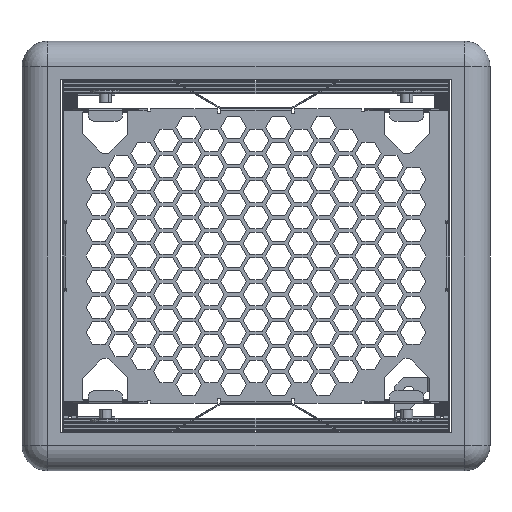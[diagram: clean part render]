
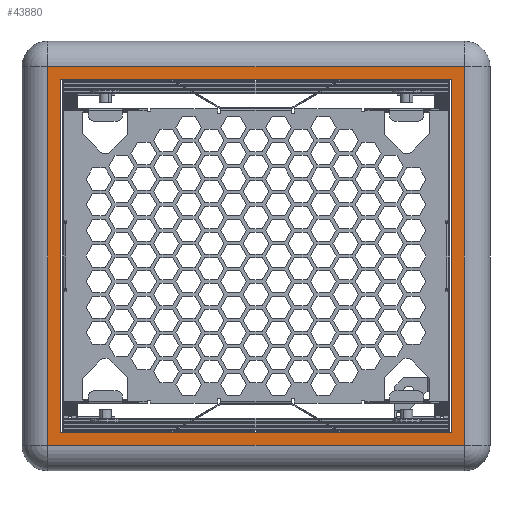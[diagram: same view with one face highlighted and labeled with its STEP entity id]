
A CAD part, front view. The second image highlights one B-rep face of the part: STEP entity #43880.
In plain terms, the highlighted planar face has unit normal (0, -1, 0).
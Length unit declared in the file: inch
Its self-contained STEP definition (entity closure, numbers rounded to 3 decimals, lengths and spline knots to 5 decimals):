
#456 = ORIENTED_EDGE ( 'NONE', *, *, #51461, .T. ) ;
#675 = EDGE_CURVE ( 'NONE', #50330, #8662, #18357, .T. ) ;
#1876 = EDGE_CURVE ( 'NONE', #30018, #40222, #31299, .T. ) ;
#2032 = LINE ( 'NONE', #20652, #7390 ) ;
#2241 = DIRECTION ( 'NONE',  ( 1., 0., 0. ) ) ;
#3237 = DIRECTION ( 'NONE',  ( 0., -1., 0. ) ) ;
#5372 = LINE ( 'NONE', #25297, #46966 ) ;
#5501 = VECTOR ( 'NONE', #21885, 39.37008 ) ;
#5672 = EDGE_CURVE ( 'NONE', #18829, #61989, #5372, .T. ) ;
#7111 = FACE_BOUND ( 'NONE', #31726, .T. ) ;
#7390 = VECTOR ( 'NONE', #11979, 39.37008 ) ;
#7894 = EDGE_CURVE ( 'NONE', #30223, #18829, #52882, .T. ) ;
#8139 = EDGE_LOOP ( 'NONE', ( #9907, #26024, #48630, #34806 ) ) ;
#8662 = VERTEX_POINT ( 'NONE', #63324 ) ;
#9646 = VECTOR ( 'NONE', #49856, 39.37008 ) ;
#9907 = ORIENTED_EDGE ( 'NONE', *, *, #5672, .T. ) ;
#10331 = CARTESIAN_POINT ( 'NONE',  ( -15.25, 0., 13.75 ) ) ;
#11979 = DIRECTION ( 'NONE',  ( 0., 0., 1. ) ) ;
#12065 = DIRECTION ( 'NONE',  ( -1., 0., 0. ) ) ;
#12715 = EDGE_CURVE ( 'NONE', #61989, #52444, #19579, .T. ) ;
#13479 = CARTESIAN_POINT ( 'NONE',  ( -15.25, 0., 13.75 ) ) ;
#13788 = EDGE_CURVE ( 'NONE', #8662, #30018, #61224, .T. ) ;
#15477 = VECTOR ( 'NONE', #50840, 39.37008 ) ;
#15875 = CARTESIAN_POINT ( 'NONE',  ( 15.25, 0., -13.75 ) ) ;
#18357 = LINE ( 'NONE', #19282, #46177 ) ;
#18404 = CARTESIAN_POINT ( 'NONE',  ( 0., 0., 0. ) ) ;
#18829 = VERTEX_POINT ( 'NONE', #61290 ) ;
#19282 = CARTESIAN_POINT ( 'NONE',  ( -15.25, 0., -13.75 ) ) ;
#19579 = LINE ( 'NONE', #46534, #51237 ) ;
#20134 = DIRECTION ( 'NONE',  ( 0., 0., -1. ) ) ;
#20652 = CARTESIAN_POINT ( 'NONE',  ( 16.25, 0., 16.75 ) ) ;
#20661 = AXIS2_PLACEMENT_3D ( 'NONE', #18404, #3237, #33497 ) ;
#21885 = DIRECTION ( 'NONE',  ( 0., 0., 1. ) ) ;
#23538 = CARTESIAN_POINT ( 'NONE',  ( 16.25, 0., -14.75 ) ) ;
#25297 = CARTESIAN_POINT ( 'NONE',  ( -16.25, 0., -16.75 ) ) ;
#25530 = EDGE_CURVE ( 'NONE', #52444, #30223, #2032, .T. ) ;
#25721 = FACE_OUTER_BOUND ( 'NONE', #8139, .T. ) ;
#26024 = ORIENTED_EDGE ( 'NONE', *, *, #12715, .T. ) ;
#27229 = CARTESIAN_POINT ( 'NONE',  ( 15.25, 0., 13.75 ) ) ;
#30018 = VERTEX_POINT ( 'NONE', #13479 ) ;
#30223 = VERTEX_POINT ( 'NONE', #50587 ) ;
#31268 = VECTOR ( 'NONE', #12065, 39.37008 ) ;
#31299 = LINE ( 'NONE', #10331, #9646 ) ;
#31726 = EDGE_LOOP ( 'NONE', ( #456, #49025, #46662, #49449 ) ) ;
#32850 = PLANE ( 'NONE',  #20661 ) ;
#33497 = DIRECTION ( 'NONE',  ( 0., 0., -1. ) ) ;
#34806 = ORIENTED_EDGE ( 'NONE', *, *, #7894, .T. ) ;
#35565 = CARTESIAN_POINT ( 'NONE',  ( -16.25, 0., -14.75 ) ) ;
#40222 = VERTEX_POINT ( 'NONE', #27229 ) ;
#43880 = ADVANCED_FACE ( 'NONE', ( #7111, #25721 ), #32850, .T. ) ;
#46177 = VECTOR ( 'NONE', #59499, 39.37008 ) ;
#46534 = CARTESIAN_POINT ( 'NONE',  ( 18.25, 0., -14.75 ) ) ;
#46662 = ORIENTED_EDGE ( 'NONE', *, *, #13788, .T. ) ;
#46966 = VECTOR ( 'NONE', #20134, 39.37008 ) ;
#48630 = ORIENTED_EDGE ( 'NONE', *, *, #25530, .T. ) ;
#49025 = ORIENTED_EDGE ( 'NONE', *, *, #675, .T. ) ;
#49449 = ORIENTED_EDGE ( 'NONE', *, *, #1876, .T. ) ;
#49856 = DIRECTION ( 'NONE',  ( 1., 0., 0. ) ) ;
#50330 = VERTEX_POINT ( 'NONE', #15875 ) ;
#50587 = CARTESIAN_POINT ( 'NONE',  ( 16.25, 0., 14.75 ) ) ;
#50840 = DIRECTION ( 'NONE',  ( 0., 0., -1. ) ) ;
#51045 = CARTESIAN_POINT ( 'NONE',  ( -15.25, 0., 13.75 ) ) ;
#51237 = VECTOR ( 'NONE', #2241, 39.37008 ) ;
#51461 = EDGE_CURVE ( 'NONE', #40222, #50330, #54920, .T. ) ;
#52006 = CARTESIAN_POINT ( 'NONE',  ( -18.25, 0., 14.75 ) ) ;
#52444 = VERTEX_POINT ( 'NONE', #23538 ) ;
#52882 = LINE ( 'NONE', #52006, #31268 ) ;
#54920 = LINE ( 'NONE', #61050, #15477 ) ;
#59499 = DIRECTION ( 'NONE',  ( -1., 0., 0. ) ) ;
#61050 = CARTESIAN_POINT ( 'NONE',  ( 15.25, 0., 13.75 ) ) ;
#61224 = LINE ( 'NONE', #51045, #5501 ) ;
#61290 = CARTESIAN_POINT ( 'NONE',  ( -16.25, 0., 14.75 ) ) ;
#61989 = VERTEX_POINT ( 'NONE', #35565 ) ;
#63324 = CARTESIAN_POINT ( 'NONE',  ( -15.25, 0., -13.75 ) ) ;
